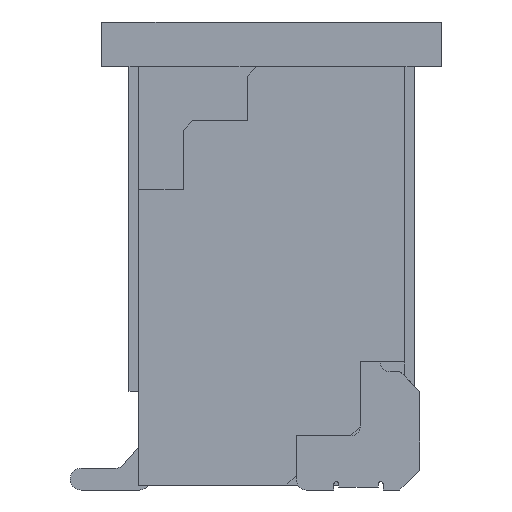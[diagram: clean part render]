
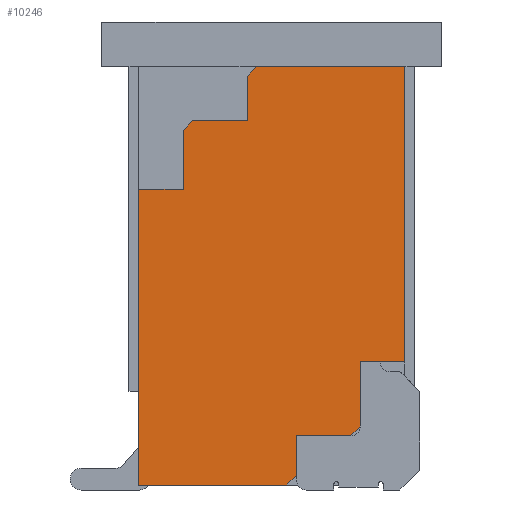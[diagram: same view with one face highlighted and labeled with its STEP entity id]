
A CAD part, front view. The second image highlights one B-rep face of the part: STEP entity #10246.
In plain terms, the highlighted face is planar.
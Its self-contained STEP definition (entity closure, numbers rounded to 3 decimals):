
#896=ORIENTED_EDGE('',*,*,#2934,.T.);
#897=ORIENTED_EDGE('',*,*,#2507,.T.);
#898=ORIENTED_EDGE('',*,*,#2499,.T.);
#899=ORIENTED_EDGE('',*,*,#2935,.T.);
#900=ORIENTED_EDGE('',*,*,#2516,.T.);
#901=ORIENTED_EDGE('',*,*,#2936,.T.);
#902=ORIENTED_EDGE('',*,*,#2882,.F.);
#903=ORIENTED_EDGE('',*,*,#2476,.F.);
#904=ORIENTED_EDGE('',*,*,#2937,.F.);
#905=ORIENTED_EDGE('',*,*,#2938,.F.);
#906=ORIENTED_EDGE('',*,*,#2939,.F.);
#907=ORIENTED_EDGE('',*,*,#2940,.F.);
#908=ORIENTED_EDGE('',*,*,#2941,.F.);
#909=ORIENTED_EDGE('',*,*,#2942,.F.);
#910=ORIENTED_EDGE('',*,*,#2843,.T.);
#911=ORIENTED_EDGE('',*,*,#2933,.F.);
#2476=EDGE_CURVE('',#3610,#3611,#4337,.T.);
#2499=EDGE_CURVE('',#3634,#3633,#4357,.T.);
#2507=EDGE_CURVE('',#3640,#3634,#4365,.T.);
#2516=EDGE_CURVE('',#3649,#3648,#4374,.T.);
#2843=EDGE_CURVE('',#3888,#3887,#4700,.T.);
#2882=EDGE_CURVE('',#3611,#3907,#4739,.T.);
#2933=EDGE_CURVE('',#3938,#3887,#4789,.T.);
#2934=EDGE_CURVE('',#3938,#3640,#4790,.T.);
#2935=EDGE_CURVE('',#3633,#3649,#4791,.T.);
#2936=EDGE_CURVE('',#3648,#3907,#4792,.T.);
#2937=EDGE_CURVE('',#3939,#3610,#4793,.T.);
#2938=EDGE_CURVE('',#3940,#3939,#4794,.T.);
#2939=EDGE_CURVE('',#3941,#3940,#4795,.T.);
#2940=EDGE_CURVE('',#3942,#3941,#4796,.T.);
#2941=EDGE_CURVE('',#3943,#3942,#4797,.T.);
#2942=EDGE_CURVE('',#3888,#3943,#4798,.T.);
#3610=VERTEX_POINT('',#13087);
#3611=VERTEX_POINT('',#13089);
#3633=VERTEX_POINT('',#13138);
#3634=VERTEX_POINT('',#13140);
#3640=VERTEX_POINT('',#13155);
#3648=VERTEX_POINT('',#13172);
#3649=VERTEX_POINT('',#13174);
#3887=VERTEX_POINT('',#13807);
#3888=VERTEX_POINT('',#13809);
#3907=VERTEX_POINT('',#13878);
#3938=VERTEX_POINT('',#13970);
#3939=VERTEX_POINT('',#13977);
#3940=VERTEX_POINT('',#13979);
#3941=VERTEX_POINT('',#13981);
#3942=VERTEX_POINT('',#13983);
#3943=VERTEX_POINT('',#13985);
#4337=LINE('',#13088,#5377);
#4357=LINE('',#13139,#5397);
#4365=LINE('',#13154,#5405);
#4374=LINE('',#13173,#5414);
#4700=LINE('',#13808,#5740);
#4739=LINE('',#13877,#5779);
#4789=LINE('',#13971,#5829);
#4790=LINE('',#13973,#5830);
#4791=LINE('',#13974,#5831);
#4792=LINE('',#13975,#5832);
#4793=LINE('',#13976,#5833);
#4794=LINE('',#13978,#5834);
#4795=LINE('',#13980,#5835);
#4796=LINE('',#13982,#5836);
#4797=LINE('',#13984,#5837);
#4798=LINE('',#13986,#5838);
#5377=VECTOR('',#11065,1000.);
#5397=VECTOR('',#11101,1000.);
#5405=VECTOR('',#11111,1000.);
#5414=VECTOR('',#11122,1000.);
#5740=VECTOR('',#11588,1000.);
#5779=VECTOR('',#11649,1000.);
#5829=VECTOR('',#11723,1000.);
#5830=VECTOR('',#11726,1000.);
#5831=VECTOR('',#11727,1000.);
#5832=VECTOR('',#11728,1000.);
#5833=VECTOR('',#11729,1000.);
#5834=VECTOR('',#11730,1000.);
#5835=VECTOR('',#11731,1000.);
#5836=VECTOR('',#11732,1000.);
#5837=VECTOR('',#11733,1000.);
#5838=VECTOR('',#11734,1000.);
#6482=EDGE_LOOP('',(#896,#897,#898,#899,#900,#901,#902,#903,#904,#905,#906,
#907,#908,#909,#910,#911));
#6870=FACE_BOUND('',#6482,.T.);
#7258=PLANE('',#10640);
#10246=ADVANCED_FACE('',(#6870),#7258,.F.);
#10640=AXIS2_PLACEMENT_3D('',#13972,#11724,#11725);
#11065=DIRECTION('',(0.,0.,1.));
#11101=DIRECTION('',(0.,0.,1.));
#11111=DIRECTION('',(0.,-1.,0.));
#11122=DIRECTION('',(0.,-1.,0.));
#11588=DIRECTION('',(0.,1.,0.));
#11649=DIRECTION('',(0.,1.,0.));
#11723=DIRECTION('',(0.,0.,-1.));
#11724=DIRECTION('',(-1.,0.,0.));
#11725=DIRECTION('',(0.,0.,1.));
#11726=DIRECTION('',(0.,-0.707,0.707));
#11727=DIRECTION('',(0.,-0.707,0.707));
#11728=DIRECTION('',(0.,0.,1.));
#11729=DIRECTION('',(0.,-0.707,0.707));
#11730=DIRECTION('',(0.,-1.,0.));
#11731=DIRECTION('',(0.,0.,1.));
#11732=DIRECTION('',(0.,-0.707,0.707));
#11733=DIRECTION('',(0.,-1.,0.));
#11734=DIRECTION('',(0.,0.,1.));
#13087=CARTESIAN_POINT('',(3.,-2.125,-0.15));
#13088=CARTESIAN_POINT('',(3.,-2.125,-1.45));
#13089=CARTESIAN_POINT('',(3.,-2.125,1.35));
#13138=CARTESIAN_POINT('',(3.,1.625,0.8));
#13139=CARTESIAN_POINT('',(3.,1.625,0.25));
#13140=CARTESIAN_POINT('',(3.,1.625,0.25));
#13154=CARTESIAN_POINT('',(3.,2.025,0.25));
#13155=CARTESIAN_POINT('',(3.,2.025,0.25));
#13172=CARTESIAN_POINT('',(3.,0.875,0.9));
#13173=CARTESIAN_POINT('',(3.,1.525,0.9));
#13174=CARTESIAN_POINT('',(3.,1.525,0.9));
#13807=CARTESIAN_POINT('',(3.,2.125,-1.35));
#13808=CARTESIAN_POINT('',(3.,-2.125,-1.35));
#13809=CARTESIAN_POINT('',(3.,-0.875,-1.35));
#13877=CARTESIAN_POINT('',(3.,-2.125,1.35));
#13878=CARTESIAN_POINT('',(3.,0.875,1.35));
#13970=CARTESIAN_POINT('',(3.,2.125,0.15));
#13971=CARTESIAN_POINT('',(3.,2.125,1.45));
#13972=CARTESIAN_POINT('',(3.,0.,0.));
#13973=CARTESIAN_POINT('',(3.,2.125,0.15));
#13974=CARTESIAN_POINT('',(3.,1.625,0.8));
#13975=CARTESIAN_POINT('',(3.,0.875,0.9));
#13976=CARTESIAN_POINT('',(3.,-2.025,-0.25));
#13977=CARTESIAN_POINT('',(3.,-2.025,-0.25));
#13978=CARTESIAN_POINT('',(3.,-1.575,-0.25));
#13979=CARTESIAN_POINT('',(3.,-1.575,-0.25));
#13980=CARTESIAN_POINT('',(3.,-1.575,-0.8));
#13981=CARTESIAN_POINT('',(3.,-1.575,-0.8));
#13982=CARTESIAN_POINT('',(3.,-1.475,-0.9));
#13983=CARTESIAN_POINT('',(3.,-1.475,-0.9));
#13984=CARTESIAN_POINT('',(3.,-0.875,-0.9));
#13985=CARTESIAN_POINT('',(3.,-0.875,-0.9));
#13986=CARTESIAN_POINT('',(3.,-0.875,-1.35));
